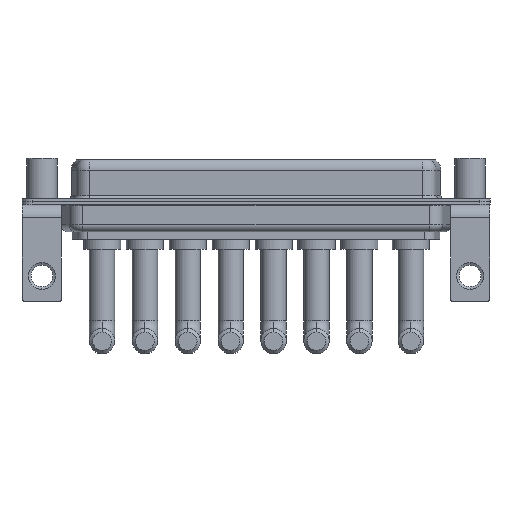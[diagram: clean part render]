
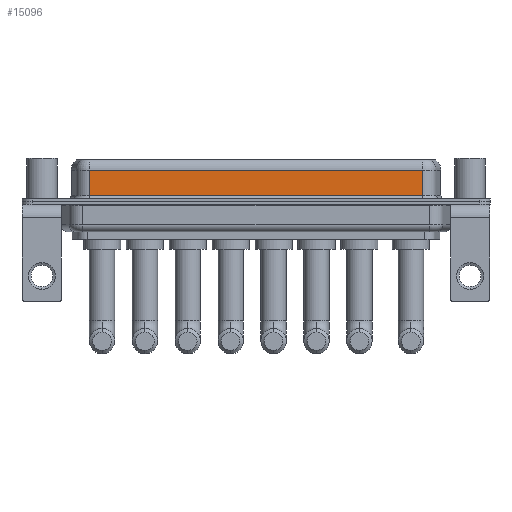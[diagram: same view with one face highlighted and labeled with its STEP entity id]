
A CAD part, front view. The second image highlights one B-rep face of the part: STEP entity #15096.
In plain terms, the highlighted planar face has unit normal (0, -1, 0).
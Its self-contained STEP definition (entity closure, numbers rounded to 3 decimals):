
#972 = CARTESIAN_POINT ( 'NONE',  ( 56.462, -3.95, 4.65 ) ) ;
#1054 = DIRECTION ( 'NONE',  ( -1., 0., 0. ) ) ;
#1167 = EDGE_LOOP ( 'NONE', ( #15386, #5541, #12599, #3022 ) ) ;
#2181 = DIRECTION ( 'NONE',  ( 0., 0., 1. ) ) ;
#2218 = VERTEX_POINT ( 'NONE', #7675 ) ;
#2337 = LINE ( 'NONE', #972, #12472 ) ;
#3022 = ORIENTED_EDGE ( 'NONE', *, *, #5386, .T. ) ;
#3362 = CARTESIAN_POINT ( 'NONE',  ( 7.038, -3.95, 6.4 ) ) ;
#3667 = VERTEX_POINT ( 'NONE', #13890 ) ;
#5386 = EDGE_CURVE ( 'NONE', #12146, #3667, #10596, .T. ) ;
#5541 = ORIENTED_EDGE ( 'NONE', *, *, #5983, .T. ) ;
#5571 = DIRECTION ( 'NONE',  ( 1., 0., 0. ) ) ;
#5880 = VECTOR ( 'NONE', #7357, 1000. ) ;
#5983 = EDGE_CURVE ( 'NONE', #10345, #2218, #2337, .T. ) ;
#6005 = DIRECTION ( 'NONE',  ( 0., 0., -1. ) ) ;
#6014 = AXIS2_PLACEMENT_3D ( 'NONE', #15538, #7074, #2181 ) ;
#6031 = FACE_OUTER_BOUND ( 'NONE', #1167, .T. ) ;
#7074 = DIRECTION ( 'NONE',  ( 0., 1., 0. ) ) ;
#7313 = PLANE ( 'NONE',  #6014 ) ;
#7357 = DIRECTION ( 'NONE',  ( 0., 0., -1. ) ) ;
#7675 = CARTESIAN_POINT ( 'NONE',  ( 7.038, -3.95, 4.65 ) ) ;
#7947 = EDGE_CURVE ( 'NONE', #10345, #3667, #14468, .T. ) ;
#8240 = VECTOR ( 'NONE', #6005, 1000. ) ;
#8658 = VECTOR ( 'NONE', #5571, 1000. ) ;
#9420 = CARTESIAN_POINT ( 'NONE',  ( 56.462, -3.95, 0.9 ) ) ;
#10345 = VERTEX_POINT ( 'NONE', #14284 ) ;
#10596 = LINE ( 'NONE', #9420, #8658 ) ;
#11885 = EDGE_CURVE ( 'NONE', #2218, #12146, #14329, .T. ) ;
#12146 = VERTEX_POINT ( 'NONE', #12556 ) ;
#12472 = VECTOR ( 'NONE', #1054, 1000. ) ;
#12556 = CARTESIAN_POINT ( 'NONE',  ( 7.038, -3.95, 0.9 ) ) ;
#12599 = ORIENTED_EDGE ( 'NONE', *, *, #11885, .T. ) ;
#13890 = CARTESIAN_POINT ( 'NONE',  ( 56.462, -3.95, 0.9 ) ) ;
#14284 = CARTESIAN_POINT ( 'NONE',  ( 56.462, -3.95, 4.65 ) ) ;
#14329 = LINE ( 'NONE', #3362, #8240 ) ;
#14390 = CARTESIAN_POINT ( 'NONE',  ( 56.462, -3.95, 6.4 ) ) ;
#14468 = LINE ( 'NONE', #14390, #5880 ) ;
#15096 = ADVANCED_FACE ( 'NONE', ( #6031 ), #7313, .F. ) ;
#15386 = ORIENTED_EDGE ( 'NONE', *, *, #7947, .F. ) ;
#15538 = CARTESIAN_POINT ( 'NONE',  ( 56.462, -3.95, 6.4 ) ) ;
